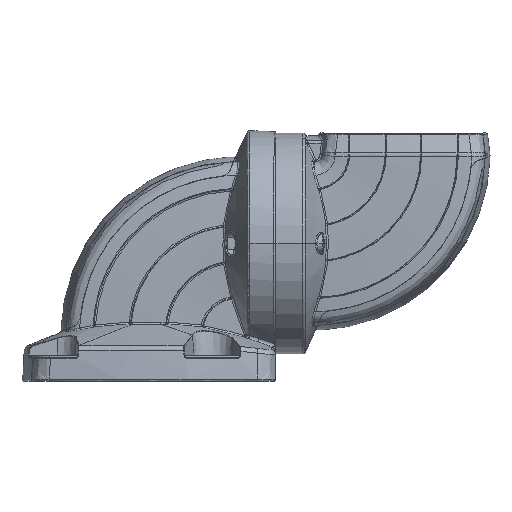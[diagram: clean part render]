
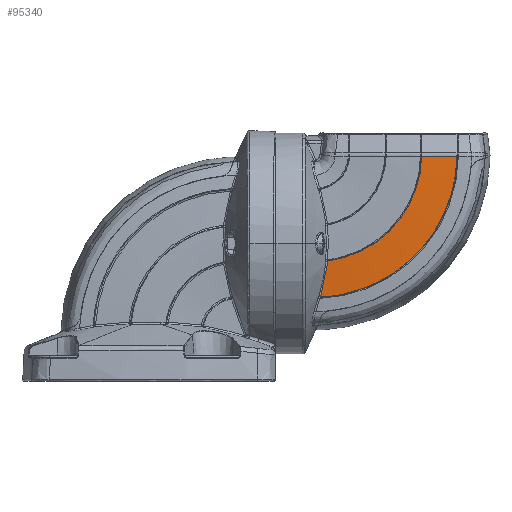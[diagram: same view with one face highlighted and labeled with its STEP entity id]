
A CAD part, left-side view. The second image highlights one B-rep face of the part: STEP entity #95340.
In plain terms, the highlighted toroidal (fillet/blend) face has major radius 48.083 mm and minor radius 286.042 mm.
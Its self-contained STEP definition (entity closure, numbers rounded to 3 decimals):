
#2108 = DIRECTION ( 'NONE',  ( 0., 0., -1. ) ) ;
#4633 = CARTESIAN_POINT ( 'NONE',  ( -15.249, -159.887, 195.611 ) ) ;
#5666 = EDGE_CURVE ( 'NONE', #23824, #74852, #112780, .T. ) ;
#6423 = CARTESIAN_POINT ( 'NONE',  ( -15.249, -123.489, 131.129 ) ) ;
#6887 = B_SPLINE_CURVE_WITH_KNOTS ( 'NONE', 3,
 ( #106822, #28541, #85681, #141343, #52152, #40323, #29985, #6910, #62551, #50221, #140366, #6423, #85204, #130968, #141840, #72941, #108290, #140853 ),
 .UNSPECIFIED., .F., .F.,
 ( 4, 2, 2, 2, 2, 2, 2, 2, 4 ),
 ( 0., 0.123, 0.247, 0.37, 0.494, 0.617, 0.741, 0.864, 0.988 ),
 .UNSPECIFIED. ) ;
#6910 = CARTESIAN_POINT ( 'NONE',  ( -15.249, -144.735, 150.608 ) ) ;
#8136 = CARTESIAN_POINT ( 'NONE',  ( -16.543, -90.258, 139.221 ) ) ;
#8337 = CARTESIAN_POINT ( 'NONE',  ( -15.249, -86.969, 119.842 ) ) ;
#9093 = CARTESIAN_POINT ( 'NONE',  ( -16.544, -90.39, 139.254 ) ) ;
#12158 = CARTESIAN_POINT ( 'NONE',  ( -16.544, -90.284, 139.229 ) ) ;
#13416 = TOROIDAL_SURFACE ( 'NONE', #55978, 48.083, 286.042 ) ;
#14092 = AXIS2_PLACEMENT_3D ( 'NONE', #57765, #80448, #2108 ) ;
#15304 = VERTEX_POINT ( 'NONE', #9093 ) ;
#15909 = CARTESIAN_POINT ( 'NONE',  ( -15.892, -153.558, 195.612 ) ) ;
#16549 = ORIENTED_EDGE ( 'NONE', *, *, #82159, .F. ) ;
#19924 = DIRECTION ( 'NONE',  ( 0., 0., -1. ) ) ;
#20897 = CARTESIAN_POINT ( 'NONE',  ( -16.433, -89.893, 135.957 ) ) ;
#23824 = VERTEX_POINT ( 'NONE', #77785 ) ;
#28541 = CARTESIAN_POINT ( 'NONE',  ( -15.249, -159.816, 190.789 ) ) ;
#29963 = VERTEX_POINT ( 'NONE', #144282 ) ;
#29985 = CARTESIAN_POINT ( 'NONE',  ( -15.249, -150.008, 158.685 ) ) ;
#30256 = CARTESIAN_POINT ( 'NONE',  ( -16.27, -89.353, 132.724 ) ) ;
#34739 = CARTESIAN_POINT ( 'NONE',  ( -16.544, -90.309, 139.236 ) ) ;
#40323 = CARTESIAN_POINT ( 'NONE',  ( -15.249, -152.264, 162.972 ) ) ;
#41089 = CARTESIAN_POINT ( 'NONE',  ( -15.265, -86.363, 119.975 ) ) ;
#43732 = CIRCLE ( 'NONE', #14092, 57.977 ) ;
#50221 = CARTESIAN_POINT ( 'NONE',  ( -15.249, -135.03, 139.868 ) ) ;
#52152 = CARTESIAN_POINT ( 'NONE',  ( -15.249, -155.935, 171.892 ) ) ;
#53624 = CARTESIAN_POINT ( 'NONE',  ( -15.249, -86.864, 119.836 ) ) ;
#55494 = CARTESIAN_POINT ( 'NONE',  ( -16.543, -90.258, 139.221 ) ) ;
#55974 = EDGE_CURVE ( 'NONE', #29963, #15304, #106862, .T. ) ;
#55978 = AXIS2_PLACEMENT_3D ( 'NONE', #84497, #76086, #19924 ) ;
#56686 = VERTEX_POINT ( 'NONE', #123144 ) ;
#57506 = CARTESIAN_POINT ( 'NONE',  ( -15.265, -86.363, 119.975 ) ) ;
#57765 = CARTESIAN_POINT ( 'NONE',  ( -16.544, -82.886, 196.743 ) ) ;
#61250 = CARTESIAN_POINT ( 'NONE',  ( -16.544, -140.852, 195.615 ) ) ;
#62551 = CARTESIAN_POINT ( 'NONE',  ( -15.249, -141.718, 146.818 ) ) ;
#64304 = ORIENTED_EDGE ( 'NONE', *, *, #137855, .F. ) ;
#65078 = EDGE_LOOP ( 'NONE', ( #64304, #16549, #106628, #87542, #89482, #86002 ) ) ;
#72941 = CARTESIAN_POINT ( 'NONE',  ( -15.249, -96.577, 120.807 ) ) ;
#73537 = CARTESIAN_POINT ( 'NONE',  ( -16.324, -147.209, 195.614 ) ) ;
#74852 = VERTEX_POINT ( 'NONE', #77275 ) ;
#76086 = DIRECTION ( 'NONE',  ( -1., 0., 0. ) ) ;
#77275 = CARTESIAN_POINT ( 'NONE',  ( -16.544, -140.852, 195.615 ) ) ;
#77785 = CARTESIAN_POINT ( 'NONE',  ( -15.249, -159.887, 195.611 ) ) ;
#78193 = CARTESIAN_POINT ( 'NONE',  ( -16.544, -90.39, 139.254 ) ) ;
#80448 = DIRECTION ( 'NONE',  ( -1., 0., 0. ) ) ;
#82159 = EDGE_CURVE ( 'NONE', #140615, #56686, #101975, .T. ) ;
#84497 = CARTESIAN_POINT ( 'NONE',  ( 269.327, -82.886, 196.743 ) ) ;
#85204 = CARTESIAN_POINT ( 'NONE',  ( -15.249, -119.292, 128.711 ) ) ;
#85681 = CARTESIAN_POINT ( 'NONE',  ( -15.249, -159.291, 185.973 ) ) ;
#86002 = ORIENTED_EDGE ( 'NONE', *, *, #55974, .F. ) ;
#87542 = ORIENTED_EDGE ( 'NONE', *, *, #5666, .T. ) ;
#89482 = ORIENTED_EDGE ( 'NONE', *, *, #105983, .F. ) ;
#95340 = ADVANCED_FACE ( 'NONE', ( #127922 ), #13416, .T. ) ;
#100355 = CARTESIAN_POINT ( 'NONE',  ( -15.256, -86.553, 119.888 ) ) ;
#101792 = CARTESIAN_POINT ( 'NONE',  ( -15.26, -86.455, 119.923 ) ) ;
#101975 = B_SPLINE_CURVE_WITH_KNOTS ( 'NONE', 3,
 ( #8337, #53624, #124985, #100355, #101792, #57506 ),
 .UNSPECIFIED., .F., .F.,
 ( 4, 2, 4 ),
 ( 0., 0., 0.001 ),
 .UNSPECIFIED. ) ;
#105983 = EDGE_CURVE ( 'NONE', #15304, #74852, #43732, .T. ) ;
#106628 = ORIENTED_EDGE ( 'NONE', *, *, #123148, .F. ) ;
#106822 = CARTESIAN_POINT ( 'NONE',  ( -15.249, -159.887, 195.611 ) ) ;
#106862 = B_SPLINE_CURVE_WITH_KNOTS ( 'NONE', 3,
 ( #55494, #12158, #34739, #134316, #134799, #145609, #78193 ),
 .UNSPECIFIED., .F., .F.,
 ( 4, 3, 4 ),
 ( 0., 0., 0. ),
 .UNSPECIFIED. ) ;
#108290 = CARTESIAN_POINT ( 'NONE',  ( -15.249, -91.785, 120.097 ) ) ;
#110995 = CARTESIAN_POINT ( 'NONE',  ( -15.843, -88.021, 126.304 ) ) ;
#112780 = B_SPLINE_CURVE_WITH_KNOTS ( 'NONE', 3,
 ( #4633, #15909, #73537, #61250 ),
 .UNSPECIFIED., .F., .F.,
 ( 4, 4 ),
 ( 0., 0.019 ),
 .UNSPECIFIED. ) ;
#123144 = CARTESIAN_POINT ( 'NONE',  ( -15.265, -86.363, 119.975 ) ) ;
#123148 = EDGE_CURVE ( 'NONE', #23824, #140615, #6887, .T. ) ;
#123943 = B_SPLINE_CURVE_WITH_KNOTS ( 'NONE', 3,
 ( #41089, #144505, #110995, #30256, #20897, #8136 ),
 .UNSPECIFIED., .F., .F.,
 ( 4, 2, 4 ),
 ( 0., 0.01, 0.02 ),
 .UNSPECIFIED. ) ;
#124985 = CARTESIAN_POINT ( 'NONE',  ( -15.25, -86.758, 119.844 ) ) ;
#127922 = FACE_OUTER_BOUND ( 'NONE', #65078, .T. ) ;
#130968 = CARTESIAN_POINT ( 'NONE',  ( -15.249, -110.519, 124.7 ) ) ;
#134316 = CARTESIAN_POINT ( 'NONE',  ( -16.544, -90.335, 139.242 ) ) ;
#134799 = CARTESIAN_POINT ( 'NONE',  ( -16.544, -90.354, 139.246 ) ) ;
#137855 = EDGE_CURVE ( 'NONE', #56686, #29963, #123943, .T. ) ;
#140366 = CARTESIAN_POINT ( 'NONE',  ( -15.249, -131.358, 136.708 ) ) ;
#140615 = VERTEX_POINT ( 'NONE', #144664 ) ;
#140853 = CARTESIAN_POINT ( 'NONE',  ( -15.249, -86.969, 119.842 ) ) ;
#141343 = CARTESIAN_POINT ( 'NONE',  ( -15.249, -157.35, 176.525 ) ) ;
#141840 = CARTESIAN_POINT ( 'NONE',  ( -15.249, -105.944, 123.108 ) ) ;
#144282 = CARTESIAN_POINT ( 'NONE',  ( -16.543, -90.258, 139.221 ) ) ;
#144505 = CARTESIAN_POINT ( 'NONE',  ( -15.58, -87.232, 123.127 ) ) ;
#144664 = CARTESIAN_POINT ( 'NONE',  ( -15.249, -86.969, 119.842 ) ) ;
#145609 = CARTESIAN_POINT ( 'NONE',  ( -16.544, -90.372, 139.25 ) ) ;
